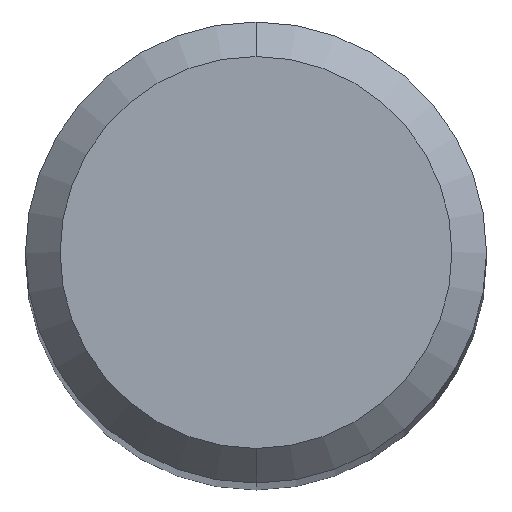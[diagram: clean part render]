
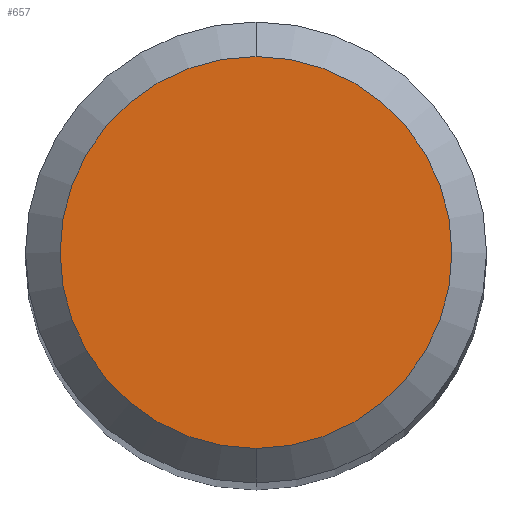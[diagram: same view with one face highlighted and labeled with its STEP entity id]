
A CAD part, top view. The second image highlights one B-rep face of the part: STEP entity #657.
In plain terms, the highlighted planar face has unit normal (0, 0, 1).
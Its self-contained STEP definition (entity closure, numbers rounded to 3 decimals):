
#607=VERTEX_POINT('',#1454);
#657=ADVANCED_FACE('',(#1505),#1506,.T.);
#709=EDGE_CURVE('',#607,#787,#1560,.T.);
#787=VERTEX_POINT('',#1646);
#1097=EDGE_CURVE('',#787,#607,#1982,.T.);
#1454=CARTESIAN_POINT('',(0.0,1.7,0.0));
#1505=FACE_OUTER_BOUND('',#2872,.T.);
#1506=PLANE('',#2873);
#1560=CIRCLE('',#3094,1.7);
#1646=CARTESIAN_POINT('',(0.,-1.7,0.0));
#1982=CIRCLE('',#4747,1.7);
#2872=EDGE_LOOP('',(#5802,#5803));
#2873=AXIS2_PLACEMENT_3D('',#5804,#5805,#5806);
#3094=AXIS2_PLACEMENT_3D('',#5850,#5851,#5852);
#4747=AXIS2_PLACEMENT_3D('',#6289,#6290,#6291);
#5802=ORIENTED_EDGE('',*,*,#709,.F.);
#5803=ORIENTED_EDGE('',*,*,#1097,.F.);
#5804=CARTESIAN_POINT('',(0.0,0.85,0.0));
#5805=DIRECTION('',(-0.0,0.0,1.0));
#5806=DIRECTION('',(0.0,-1.0,0.0));
#5850=CARTESIAN_POINT('',(0.0,0.0,0.0));
#5851=DIRECTION('',(0.0,0.0,-1.0));
#5852=DIRECTION('',(0.0,1.0,0.0));
#6289=CARTESIAN_POINT('',(0.0,0.0,0.0));
#6290=DIRECTION('',(0.0,0.0,-1.0));
#6291=DIRECTION('',(0.0,1.0,0.0));
